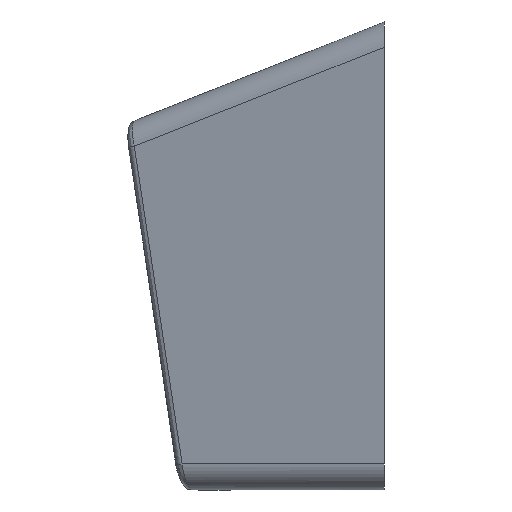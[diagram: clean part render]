
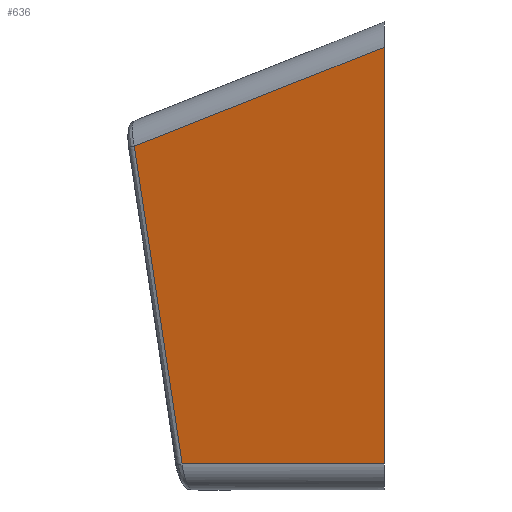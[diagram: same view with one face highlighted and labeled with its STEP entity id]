
A CAD part, left-side view. The second image highlights one B-rep face of the part: STEP entity #636.
In plain terms, the highlighted planar face has unit normal (-0.964, 0.267, 0).
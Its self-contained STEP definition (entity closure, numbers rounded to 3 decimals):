
#74=FACE_OUTER_BOUND('',#114,.T.);
#114=EDGE_LOOP('',(#535,#536,#537,#538));
#165=LINE('',#1731,#212);
#166=LINE('',#1739,#213);
#167=LINE('',#1740,#214);
#212=VECTOR('',#798,10.);
#213=VECTOR('',#801,10.);
#214=VECTOR('',#802,10.);
#247=B_SPLINE_CURVE_WITH_KNOTS('',3,(#1734,#1735,#1736,#1737),
 .UNSPECIFIED.,.F.,.F.,(4,4),(-1.339,-0.102),
 .UNSPECIFIED.);
#301=VERTEX_POINT('',#1689);
#302=VERTEX_POINT('',#1729);
#303=VERTEX_POINT('',#1733);
#304=VERTEX_POINT('',#1738);
#384=EDGE_CURVE('',#301,#302,#165,.T.);
#385=EDGE_CURVE('',#303,#301,#247,.T.);
#386=EDGE_CURVE('',#304,#303,#166,.T.);
#387=EDGE_CURVE('',#302,#304,#167,.T.);
#535=ORIENTED_EDGE('',*,*,#384,.F.);
#536=ORIENTED_EDGE('',*,*,#385,.F.);
#537=ORIENTED_EDGE('',*,*,#386,.F.);
#538=ORIENTED_EDGE('',*,*,#387,.F.);
#605=PLANE('',#689);
#636=ADVANCED_FACE('',(#74),#605,.F.);
#689=AXIS2_PLACEMENT_3D('',#1732,#799,#800);
#798=DIRECTION('',(-0.25,-0.9,0.357));
#799=DIRECTION('center_axis',(0.964,-0.267,0.));
#800=DIRECTION('ref_axis',(0.,0.,-1.));
#801=DIRECTION('',(0.267,0.964,0.));
#802=DIRECTION('',(0.,0.,-1.));
#1689=CARTESIAN_POINT('',(-11.136,9.608,4.225));
#1729=CARTESIAN_POINT('',(-13.8,0.,8.03));
#1731=CARTESIAN_POINT('',(-13.027,2.79,6.925));
#1732=CARTESIAN_POINT('Origin',(-13.8,0.,9.));
#1733=CARTESIAN_POINT('',(-11.646,7.771,-8.));
#1734=CARTESIAN_POINT('Ctrl Pts',(-11.646,7.771,-8.));
#1735=CARTESIAN_POINT('Ctrl Pts',(-11.478,8.376,-3.924));
#1736=CARTESIAN_POINT('Ctrl Pts',(-11.308,8.991,0.151));
#1737=CARTESIAN_POINT('Ctrl Pts',(-11.136,9.608,4.225));
#1738=CARTESIAN_POINT('',(-13.8,0.,-8.));
#1739=CARTESIAN_POINT('',(-13.8,0.,-8.));
#1740=CARTESIAN_POINT('',(-13.8,0.,9.));
